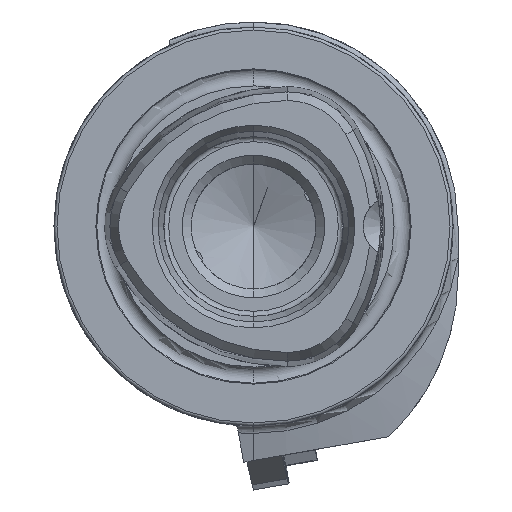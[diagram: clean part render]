
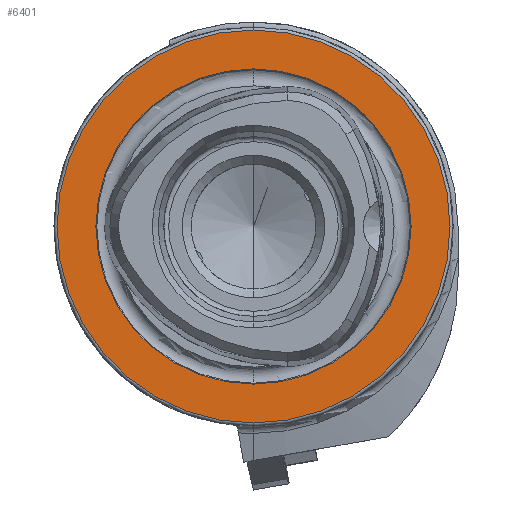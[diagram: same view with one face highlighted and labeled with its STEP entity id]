
A CAD part, left-side view. The second image highlights one B-rep face of the part: STEP entity #6401.
In plain terms, the highlighted planar face has unit normal (-1, 0, 0).
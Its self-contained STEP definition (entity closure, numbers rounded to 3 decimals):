
#272 = DIRECTION ( 'NONE',  ( 0., 0., 1. ) ) ;
#524 = ORIENTED_EDGE ( 'NONE', *, *, #4761, .T. ) ;
#541 = AXIS2_PLACEMENT_3D ( 'NONE', #6433, #2161, #3127 ) ;
#710 = VERTEX_POINT ( 'NONE', #5244 ) ;
#898 = AXIS2_PLACEMENT_3D ( 'NONE', #6482, #9910, #4746 ) ;
#2145 = EDGE_CURVE ( 'NONE', #10543, #7077, #8653, .T. ) ;
#2161 = DIRECTION ( 'NONE',  ( -1., 0., 0. ) ) ;
#2286 = EDGE_LOOP ( 'NONE', ( #10119, #524 ) ) ;
#2524 = CIRCLE ( 'NONE', #541, 15.8 ) ;
#3127 = DIRECTION ( 'NONE',  ( 0., 0., 1. ) ) ;
#3247 = CARTESIAN_POINT ( 'NONE',  ( 0., 0., 15.8 ) ) ;
#3477 = DIRECTION ( 'NONE',  ( 0., 0., 1. ) ) ;
#4539 = DIRECTION ( 'NONE',  ( 0., 0., 1. ) ) ;
#4746 = DIRECTION ( 'NONE',  ( 0., 0., -1. ) ) ;
#4761 = EDGE_CURVE ( 'NONE', #7934, #710, #8420, .T. ) ;
#5042 = FACE_OUTER_BOUND ( 'NONE', #2286, .T. ) ;
#5166 = FACE_BOUND ( 'NONE', #9168, .T. ) ;
#5216 = AXIS2_PLACEMENT_3D ( 'NONE', #7144, #9564, #4539 ) ;
#5244 = CARTESIAN_POINT ( 'NONE',  ( 0., 0., 19.7 ) ) ;
#5997 = DIRECTION ( 'NONE',  ( -1., 0., 0. ) ) ;
#6025 = ORIENTED_EDGE ( 'NONE', *, *, #9447, .F. ) ;
#6028 = CARTESIAN_POINT ( 'NONE',  ( 0., 0., 0. ) ) ;
#6389 = CARTESIAN_POINT ( 'NONE',  ( 0., 0., 0. ) ) ;
#6401 = ADVANCED_FACE ( 'NONE', ( #5166, #5042 ), #8809, .F. ) ;
#6433 = CARTESIAN_POINT ( 'NONE',  ( 0., 0., 0. ) ) ;
#6482 = CARTESIAN_POINT ( 'NONE',  ( 0., 15.8, 0. ) ) ;
#7077 = VERTEX_POINT ( 'NONE', #3247 ) ;
#7144 = CARTESIAN_POINT ( 'NONE',  ( 0., 0., 0. ) ) ;
#7934 = VERTEX_POINT ( 'NONE', #10534 ) ;
#8420 = CIRCLE ( 'NONE', #5216, 19.7 ) ;
#8653 = CIRCLE ( 'NONE', #10236, 15.8 ) ;
#8737 = ORIENTED_EDGE ( 'NONE', *, *, #2145, .F. ) ;
#8809 = PLANE ( 'NONE',  #898 ) ;
#8959 = CIRCLE ( 'NONE', #9182, 19.7 ) ;
#9168 = EDGE_LOOP ( 'NONE', ( #6025, #8737 ) ) ;
#9182 = AXIS2_PLACEMENT_3D ( 'NONE', #6389, #10597, #272 ) ;
#9447 = EDGE_CURVE ( 'NONE', #7077, #10543, #2524, .T. ) ;
#9564 = DIRECTION ( 'NONE',  ( -1., 0., 0. ) ) ;
#9910 = DIRECTION ( 'NONE',  ( 1., 0., 0. ) ) ;
#10119 = ORIENTED_EDGE ( 'NONE', *, *, #10427, .T. ) ;
#10236 = AXIS2_PLACEMENT_3D ( 'NONE', #6028, #5997, #3477 ) ;
#10427 = EDGE_CURVE ( 'NONE', #710, #7934, #8959, .T. ) ;
#10534 = CARTESIAN_POINT ( 'NONE',  ( 0., 0., -19.7 ) ) ;
#10543 = VERTEX_POINT ( 'NONE', #10784 ) ;
#10597 = DIRECTION ( 'NONE',  ( -1., 0., 0. ) ) ;
#10784 = CARTESIAN_POINT ( 'NONE',  ( 0., 0., -15.8 ) ) ;
